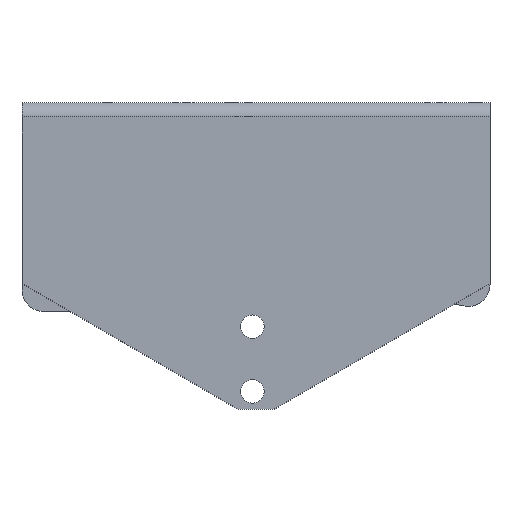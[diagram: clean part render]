
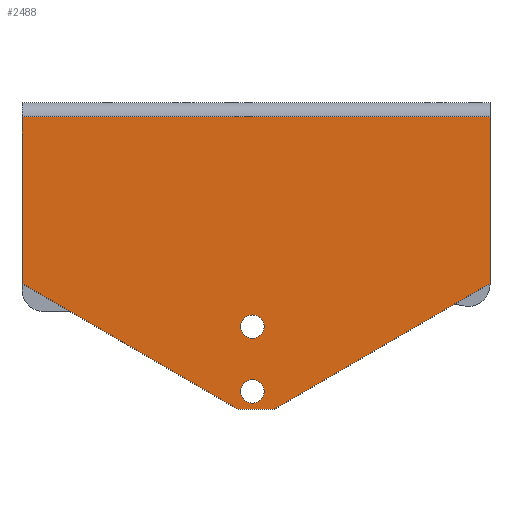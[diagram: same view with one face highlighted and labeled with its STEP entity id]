
A CAD part, front view. The second image highlights one B-rep face of the part: STEP entity #2488.
In plain terms, the highlighted planar face has unit normal (0, -1, 0).
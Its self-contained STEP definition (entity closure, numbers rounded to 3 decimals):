
#285 = CYLINDRICAL_SURFACE('',#286,4.);
#286 = AXIS2_PLACEMENT_3D('',#287,#288,#289);
#287 = CARTESIAN_POINT('',(0.,85.175,-1.));
#288 = DIRECTION('',(1.,0.,0.));
#289 = DIRECTION('',(-0.,0.,1.));
#326 = VERTEX_POINT('',#327);
#327 = CARTESIAN_POINT('',(0.,81.175,-1.));
#340 = PLANE('',#341);
#341 = AXIS2_PLACEMENT_3D('',#342,#343,#344);
#342 = CARTESIAN_POINT('',(0.,84.175,0.752));
#343 = DIRECTION('',(1.,0.,0.));
#344 = DIRECTION('',(0.,0.,-1.));
#417 = PLANE('',#418);
#418 = AXIS2_PLACEMENT_3D('',#419,#420,#421);
#419 = CARTESIAN_POINT('',(0.,84.175,-47.248));
#420 = DIRECTION('',(0.504,0.,0.864));
#421 = DIRECTION('',(0.864,0.,-0.504)
  );
#445 = PLANE('',#446);
#446 = AXIS2_PLACEMENT_3D('',#447,#448,#449);
#447 = CARTESIAN_POINT('',(60.,84.175,-82.248));
#448 = DIRECTION('',(0.,0.,1.));
#449 = DIRECTION('',(1.,0.,0.));
#473 = PLANE('',#474);
#474 = AXIS2_PLACEMENT_3D('',#475,#476,#477);
#475 = CARTESIAN_POINT('',(70.,84.175,-82.248));
#476 = DIRECTION('',(-0.504,0.,0.864)
  );
#477 = DIRECTION('',(0.864,0.,0.504));
#499 = PLANE('',#500);
#500 = AXIS2_PLACEMENT_3D('',#501,#502,#503);
#501 = CARTESIAN_POINT('',(130.,84.175,-47.248));
#502 = DIRECTION('',(-1.,0.,0.));
#503 = DIRECTION('',(0.,0.,1.));
#530 = CYLINDRICAL_SURFACE('',#531,3.25);
#531 = AXIS2_PLACEMENT_3D('',#532,#533,#534);
#532 = CARTESIAN_POINT('',(64.,84.175,-77.248));
#533 = DIRECTION('',(-0.,1.,0.));
#534 = DIRECTION('',(1.,0.,0.));
#561 = CYLINDRICAL_SURFACE('',#562,3.25);
#562 = AXIS2_PLACEMENT_3D('',#563,#564,#565);
#563 = CARTESIAN_POINT('',(64.,84.175,-59.248));
#564 = DIRECTION('',(-0.,1.,0.));
#565 = DIRECTION('',(1.,0.,0.));
#600 = VERTEX_POINT('',#601);
#601 = CARTESIAN_POINT('',(130.,81.175,-1.));
#1204 = EDGE_CURVE('',#600,#326,#1205,.T.);
#1205 = SURFACE_CURVE('',#1206,(#1210,#1217),.PCURVE_S1.);
#1206 = LINE('',#1207,#1208);
#1207 = CARTESIAN_POINT('',(0.,81.175,-1.));
#1208 = VECTOR('',#1209,1.);
#1209 = DIRECTION('',(-1.,-0.,-0.));
#1210 = PCURVE('',#285,#1211);
#1211 = DEFINITIONAL_REPRESENTATION('',(#1212),#1216);
#1212 = LINE('',#1213,#1214);
#1213 = CARTESIAN_POINT('',(1.571,0.));
#1214 = VECTOR('',#1215,1.);
#1215 = DIRECTION('',(0.,-1.));
#1216 = ( GEOMETRIC_REPRESENTATION_CONTEXT(2) 
PARAMETRIC_REPRESENTATION_CONTEXT() REPRESENTATION_CONTEXT('2D SPACE',''
  ) );
#1217 = PCURVE('',#1218,#1223);
#1218 = PLANE('',#1219);
#1219 = AXIS2_PLACEMENT_3D('',#1220,#1221,#1222);
#1220 = CARTESIAN_POINT('',(62.553,81.175,50.656));
#1221 = DIRECTION('',(0.,-1.,0.));
#1222 = DIRECTION('',(1.,0.,0.));
#1223 = DEFINITIONAL_REPRESENTATION('',(#1224),#1228);
#1224 = LINE('',#1225,#1226);
#1225 = CARTESIAN_POINT('',(-62.553,-51.656));
#1226 = VECTOR('',#1227,1.);
#1227 = DIRECTION('',(-1.,0.));
#1228 = ( GEOMETRIC_REPRESENTATION_CONTEXT(2) 
PARAMETRIC_REPRESENTATION_CONTEXT() REPRESENTATION_CONTEXT('2D SPACE',''
  ) );
#1312 = EDGE_CURVE('',#326,#1313,#1315,.T.);
#1313 = VERTEX_POINT('',#1314);
#1314 = CARTESIAN_POINT('',(0.,81.175,-47.248));
#1315 = SURFACE_CURVE('',#1316,(#1320,#1327),.PCURVE_S1.);
#1316 = LINE('',#1317,#1318);
#1317 = CARTESIAN_POINT('',(0.,81.175,0.752));
#1318 = VECTOR('',#1319,1.);
#1319 = DIRECTION('',(0.,0.,-1.));
#1320 = PCURVE('',#340,#1321);
#1321 = DEFINITIONAL_REPRESENTATION('',(#1322),#1326);
#1322 = LINE('',#1323,#1324);
#1323 = CARTESIAN_POINT('',(0.,-3.));
#1324 = VECTOR('',#1325,1.);
#1325 = DIRECTION('',(1.,0.));
#1326 = ( GEOMETRIC_REPRESENTATION_CONTEXT(2) 
PARAMETRIC_REPRESENTATION_CONTEXT() REPRESENTATION_CONTEXT('2D SPACE',''
  ) );
#1327 = PCURVE('',#1218,#1328);
#1328 = DEFINITIONAL_REPRESENTATION('',(#1329),#1333);
#1329 = LINE('',#1330,#1331);
#1330 = CARTESIAN_POINT('',(-62.553,-49.903));
#1331 = VECTOR('',#1332,1.);
#1332 = DIRECTION('',(0.,-1.));
#1333 = ( GEOMETRIC_REPRESENTATION_CONTEXT(2) 
PARAMETRIC_REPRESENTATION_CONTEXT() REPRESENTATION_CONTEXT('2D SPACE',''
  ) );
#1361 = VERTEX_POINT('',#1362);
#1362 = CARTESIAN_POINT('',(130.,81.175,-47.248));
#1383 = EDGE_CURVE('',#1361,#600,#1384,.T.);
#1384 = SURFACE_CURVE('',#1385,(#1389,#1396),.PCURVE_S1.);
#1385 = LINE('',#1386,#1387);
#1386 = CARTESIAN_POINT('',(130.,81.175,-47.248));
#1387 = VECTOR('',#1388,1.);
#1388 = DIRECTION('',(0.,0.,1.));
#1389 = PCURVE('',#499,#1390);
#1390 = DEFINITIONAL_REPRESENTATION('',(#1391),#1395);
#1391 = LINE('',#1392,#1393);
#1392 = CARTESIAN_POINT('',(0.,-3.));
#1393 = VECTOR('',#1394,1.);
#1394 = DIRECTION('',(1.,0.));
#1395 = ( GEOMETRIC_REPRESENTATION_CONTEXT(2) 
PARAMETRIC_REPRESENTATION_CONTEXT() REPRESENTATION_CONTEXT('2D SPACE',''
  ) );
#1396 = PCURVE('',#1218,#1397);
#1397 = DEFINITIONAL_REPRESENTATION('',(#1398),#1402);
#1398 = LINE('',#1399,#1400);
#1399 = CARTESIAN_POINT('',(67.447,-97.903));
#1400 = VECTOR('',#1401,1.);
#1401 = DIRECTION('',(0.,1.));
#1402 = ( GEOMETRIC_REPRESENTATION_CONTEXT(2) 
PARAMETRIC_REPRESENTATION_CONTEXT() REPRESENTATION_CONTEXT('2D SPACE',''
  ) );
#1409 = VERTEX_POINT('',#1410);
#1410 = CARTESIAN_POINT('',(70.,81.175,-82.248));
#1431 = EDGE_CURVE('',#1409,#1361,#1432,.T.);
#1432 = SURFACE_CURVE('',#1433,(#1437,#1444),.PCURVE_S1.);
#1433 = LINE('',#1434,#1435);
#1434 = CARTESIAN_POINT('',(70.,81.175,-82.248));
#1435 = VECTOR('',#1436,1.);
#1436 = DIRECTION('',(0.864,0.,0.504)
  );
#1437 = PCURVE('',#473,#1438);
#1438 = DEFINITIONAL_REPRESENTATION('',(#1439),#1443);
#1439 = LINE('',#1440,#1441);
#1440 = CARTESIAN_POINT('',(0.,-3.));
#1441 = VECTOR('',#1442,1.);
#1442 = DIRECTION('',(1.,0.));
#1443 = ( GEOMETRIC_REPRESENTATION_CONTEXT(2) 
PARAMETRIC_REPRESENTATION_CONTEXT() REPRESENTATION_CONTEXT('2D SPACE',''
  ) );
#1444 = PCURVE('',#1218,#1445);
#1445 = DEFINITIONAL_REPRESENTATION('',(#1446),#1450);
#1446 = LINE('',#1447,#1448);
#1447 = CARTESIAN_POINT('',(7.447,-132.903));
#1448 = VECTOR('',#1449,1.);
#1449 = DIRECTION('',(0.864,0.504));
#1450 = ( GEOMETRIC_REPRESENTATION_CONTEXT(2) 
PARAMETRIC_REPRESENTATION_CONTEXT() REPRESENTATION_CONTEXT('2D SPACE',''
  ) );
#1458 = VERTEX_POINT('',#1459);
#1459 = CARTESIAN_POINT('',(60.,81.175,-82.248));
#1480 = EDGE_CURVE('',#1458,#1409,#1481,.T.);
#1481 = SURFACE_CURVE('',#1482,(#1486,#1493),.PCURVE_S1.);
#1482 = LINE('',#1483,#1484);
#1483 = CARTESIAN_POINT('',(60.,81.175,-82.248));
#1484 = VECTOR('',#1485,1.);
#1485 = DIRECTION('',(1.,0.,0.));
#1486 = PCURVE('',#445,#1487);
#1487 = DEFINITIONAL_REPRESENTATION('',(#1488),#1492);
#1488 = LINE('',#1489,#1490);
#1489 = CARTESIAN_POINT('',(0.,-3.));
#1490 = VECTOR('',#1491,1.);
#1491 = DIRECTION('',(1.,0.));
#1492 = ( GEOMETRIC_REPRESENTATION_CONTEXT(2) 
PARAMETRIC_REPRESENTATION_CONTEXT() REPRESENTATION_CONTEXT('2D SPACE',''
  ) );
#1493 = PCURVE('',#1218,#1494);
#1494 = DEFINITIONAL_REPRESENTATION('',(#1495),#1499);
#1495 = LINE('',#1496,#1497);
#1496 = CARTESIAN_POINT('',(-2.553,-132.903));
#1497 = VECTOR('',#1498,1.);
#1498 = DIRECTION('',(1.,0.));
#1499 = ( GEOMETRIC_REPRESENTATION_CONTEXT(2) 
PARAMETRIC_REPRESENTATION_CONTEXT() REPRESENTATION_CONTEXT('2D SPACE',''
  ) );
#1507 = EDGE_CURVE('',#1313,#1458,#1508,.T.);
#1508 = SURFACE_CURVE('',#1509,(#1513,#1520),.PCURVE_S1.);
#1509 = LINE('',#1510,#1511);
#1510 = CARTESIAN_POINT('',(0.,81.175,-47.248));
#1511 = VECTOR('',#1512,1.);
#1512 = DIRECTION('',(0.864,0.,-0.504
    ));
#1513 = PCURVE('',#417,#1514);
#1514 = DEFINITIONAL_REPRESENTATION('',(#1515),#1519);
#1515 = LINE('',#1516,#1517);
#1516 = CARTESIAN_POINT('',(0.,-3.));
#1517 = VECTOR('',#1518,1.);
#1518 = DIRECTION('',(1.,0.));
#1519 = ( GEOMETRIC_REPRESENTATION_CONTEXT(2) 
PARAMETRIC_REPRESENTATION_CONTEXT() REPRESENTATION_CONTEXT('2D SPACE',''
  ) );
#1520 = PCURVE('',#1218,#1521);
#1521 = DEFINITIONAL_REPRESENTATION('',(#1522),#1526);
#1522 = LINE('',#1523,#1524);
#1523 = CARTESIAN_POINT('',(-62.553,-97.903));
#1524 = VECTOR('',#1525,1.);
#1525 = DIRECTION('',(0.864,-0.504));
#1526 = ( GEOMETRIC_REPRESENTATION_CONTEXT(2) 
PARAMETRIC_REPRESENTATION_CONTEXT() REPRESENTATION_CONTEXT('2D SPACE',''
  ) );
#1534 = VERTEX_POINT('',#1535);
#1535 = CARTESIAN_POINT('',(67.25,81.175,-77.248));
#1556 = EDGE_CURVE('',#1534,#1534,#1557,.T.);
#1557 = SURFACE_CURVE('',#1558,(#1563,#1570),.PCURVE_S1.);
#1558 = CIRCLE('',#1559,3.25);
#1559 = AXIS2_PLACEMENT_3D('',#1560,#1561,#1562);
#1560 = CARTESIAN_POINT('',(64.,81.175,-77.248));
#1561 = DIRECTION('',(0.,-1.,0.));
#1562 = DIRECTION('',(1.,0.,0.));
#1563 = PCURVE('',#530,#1564);
#1564 = DEFINITIONAL_REPRESENTATION('',(#1565),#1569);
#1565 = LINE('',#1566,#1567);
#1566 = CARTESIAN_POINT('',(-0.,-3.));
#1567 = VECTOR('',#1568,1.);
#1568 = DIRECTION('',(-1.,0.));
#1569 = ( GEOMETRIC_REPRESENTATION_CONTEXT(2) 
PARAMETRIC_REPRESENTATION_CONTEXT() REPRESENTATION_CONTEXT('2D SPACE',''
  ) );
#1570 = PCURVE('',#1218,#1571);
#1571 = DEFINITIONAL_REPRESENTATION('',(#1572),#1576);
#1572 = CIRCLE('',#1573,3.25);
#1573 = AXIS2_PLACEMENT_2D('',#1574,#1575);
#1574 = CARTESIAN_POINT('',(1.447,-127.903));
#1575 = DIRECTION('',(1.,0.));
#1576 = ( GEOMETRIC_REPRESENTATION_CONTEXT(2) 
PARAMETRIC_REPRESENTATION_CONTEXT() REPRESENTATION_CONTEXT('2D SPACE',''
  ) );
#1584 = VERTEX_POINT('',#1585);
#1585 = CARTESIAN_POINT('',(67.25,81.175,-59.248));
#1606 = EDGE_CURVE('',#1584,#1584,#1607,.T.);
#1607 = SURFACE_CURVE('',#1608,(#1613,#1620),.PCURVE_S1.);
#1608 = CIRCLE('',#1609,3.25);
#1609 = AXIS2_PLACEMENT_3D('',#1610,#1611,#1612);
#1610 = CARTESIAN_POINT('',(64.,81.175,-59.248));
#1611 = DIRECTION('',(0.,-1.,0.));
#1612 = DIRECTION('',(1.,0.,0.));
#1613 = PCURVE('',#561,#1614);
#1614 = DEFINITIONAL_REPRESENTATION('',(#1615),#1619);
#1615 = LINE('',#1616,#1617);
#1616 = CARTESIAN_POINT('',(-0.,-3.));
#1617 = VECTOR('',#1618,1.);
#1618 = DIRECTION('',(-1.,0.));
#1619 = ( GEOMETRIC_REPRESENTATION_CONTEXT(2) 
PARAMETRIC_REPRESENTATION_CONTEXT() REPRESENTATION_CONTEXT('2D SPACE',''
  ) );
#1620 = PCURVE('',#1218,#1621);
#1621 = DEFINITIONAL_REPRESENTATION('',(#1622),#1626);
#1622 = CIRCLE('',#1623,3.25);
#1623 = AXIS2_PLACEMENT_2D('',#1624,#1625);
#1624 = CARTESIAN_POINT('',(1.447,-109.903));
#1625 = DIRECTION('',(1.,0.));
#1626 = ( GEOMETRIC_REPRESENTATION_CONTEXT(2) 
PARAMETRIC_REPRESENTATION_CONTEXT() REPRESENTATION_CONTEXT('2D SPACE',''
  ) );
#2488 = ADVANCED_FACE('',(#2489,#2497,#2500),#1218,.T.);
#2489 = FACE_BOUND('',#2490,.T.);
#2490 = EDGE_LOOP('',(#2491,#2492,#2493,#2494,#2495,#2496));
#2491 = ORIENTED_EDGE('',*,*,#1204,.T.);
#2492 = ORIENTED_EDGE('',*,*,#1312,.T.);
#2493 = ORIENTED_EDGE('',*,*,#1507,.T.);
#2494 = ORIENTED_EDGE('',*,*,#1480,.T.);
#2495 = ORIENTED_EDGE('',*,*,#1431,.T.);
#2496 = ORIENTED_EDGE('',*,*,#1383,.T.);
#2497 = FACE_BOUND('',#2498,.T.);
#2498 = EDGE_LOOP('',(#2499));
#2499 = ORIENTED_EDGE('',*,*,#1556,.F.);
#2500 = FACE_BOUND('',#2501,.T.);
#2501 = EDGE_LOOP('',(#2502));
#2502 = ORIENTED_EDGE('',*,*,#1606,.F.);
